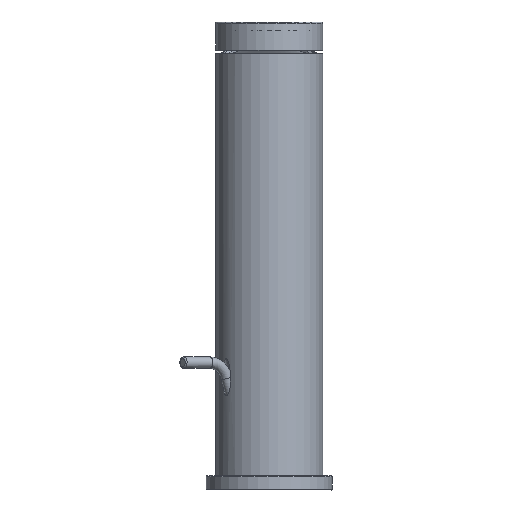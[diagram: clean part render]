
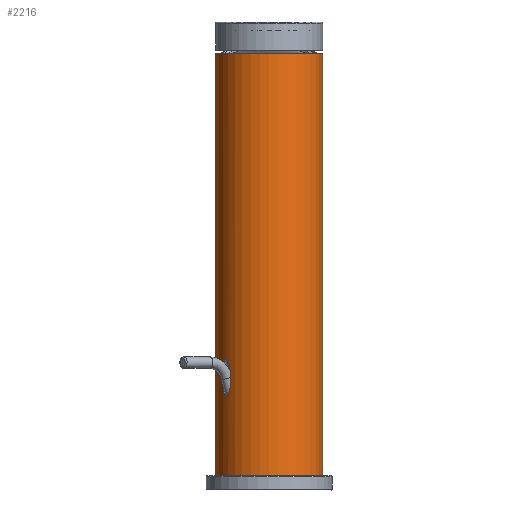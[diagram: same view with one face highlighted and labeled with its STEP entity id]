
A CAD part, left-side view. The second image highlights one B-rep face of the part: STEP entity #2216.
In plain terms, the highlighted cylindrical face has radius 19 mm (diameter 38 mm), a full revolution.
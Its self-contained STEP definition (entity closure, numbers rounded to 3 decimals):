
#132=FACE_BOUND('',#831,.T.);
#151=LINE('',#5309,#283);
#152=LINE('',#5334,#284);
#283=VECTOR('',#2805,19.);
#284=VECTOR('',#2806,19.);
#415=CYLINDRICAL_SURFACE('',#2474,19.);
#468=CIRCLE('',#2471,19.);
#470=CIRCLE('',#2475,19.);
#684=FACE_OUTER_BOUND('',#830,.T.);
#830=EDGE_LOOP('',(#1570,#1571,#1572,#1573,#1574,#1575,#1576,#1577));
#831=EDGE_LOOP('',(#1578,#1579));
#993=B_SPLINE_CURVE_WITH_KNOTS('',3,(#5311,#5312,#5313,#5314,#5315,#5316,
#5317,#5318,#5319,#5320,#5321,#5322,#5323,#5324,#5325,#5326,#5327,#5328,
#5329,#5330,#5331,#5332),.UNSPECIFIED.,.F.,.F.,(4,2,2,2,2,2,2,2,2,2,4),
(-1.296,-1.21,-1.121,-0.959,
-0.801,-0.648,-0.494,-0.336,
-0.174,-0.086,0.),
 .UNSPECIFIED.);
#994=B_SPLINE_CURVE_WITH_KNOTS('',3,(#5336,#5337,#5338,#5339,#5340,#5341,
#5342,#5343,#5344,#5345,#5346,#5347,#5348,#5349,#5350,#5351,#5352,#5353,
#5354,#5355,#5356,#5357),.UNSPECIFIED.,.F.,.F.,(4,2,2,2,2,2,2,2,2,2,4),
(-1.296,-1.21,-1.121,-0.959,
-0.801,-0.648,-0.494,-0.336,
-0.175,-0.086,0.),
 .UNSPECIFIED.);
#995=B_SPLINE_CURVE_WITH_KNOTS('',3,(#5360,#5361,#5362,#5363,#5364,#5365,
#5366,#5367,#5368,#5369,#5370,#5371,#5372,#5373,#5374,#5375,#5376,#5377,
#5378,#5379,#5380),.UNSPECIFIED.,.F.,.F.,(4,2,2,2,3,2,2,2,2,4),(-0.666,
-0.627,-0.588,-0.428,0.,0.278,
0.556,0.671,0.7,0.729),
 .UNSPECIFIED.);
#996=B_SPLINE_CURVE_WITH_KNOTS('',3,(#5381,#5382,#5383,#5384,#5385,#5386,
#5387,#5388,#5389,#5390,#5391,#5392,#5393,#5394,#5395,#5396,#5397,#5398,
#5399,#5400),.UNSPECIFIED.,.F.,.F.,(4,2,2,2,2,2,2,2,2,4),(0.729,
0.757,0.786,0.901,1.179,
1.457,1.885,2.045,2.084,2.123),
 .UNSPECIFIED.);
#1030=VERTEX_POINT('',#5302);
#1032=VERTEX_POINT('',#5308);
#1033=VERTEX_POINT('',#5310);
#1034=VERTEX_POINT('',#5333);
#1035=VERTEX_POINT('',#5358);
#1036=VERTEX_POINT('',#5359);
#1240=EDGE_CURVE('',#1030,#1030,#468,.T.);
#1242=EDGE_CURVE('',#1030,#1032,#151,.T.);
#1243=EDGE_CURVE('',#1032,#1033,#993,.T.);
#1244=EDGE_CURVE('',#1033,#1034,#152,.T.);
#1245=EDGE_CURVE('',#1034,#1034,#470,.T.);
#1246=EDGE_CURVE('',#1033,#1032,#994,.T.);
#1247=EDGE_CURVE('',#1035,#1036,#995,.T.);
#1248=EDGE_CURVE('',#1036,#1035,#996,.T.);
#1570=ORIENTED_EDGE('',*,*,#1240,.F.);
#1571=ORIENTED_EDGE('',*,*,#1242,.T.);
#1572=ORIENTED_EDGE('',*,*,#1243,.T.);
#1573=ORIENTED_EDGE('',*,*,#1244,.T.);
#1574=ORIENTED_EDGE('',*,*,#1245,.T.);
#1575=ORIENTED_EDGE('',*,*,#1244,.F.);
#1576=ORIENTED_EDGE('',*,*,#1246,.T.);
#1577=ORIENTED_EDGE('',*,*,#1242,.F.);
#1578=ORIENTED_EDGE('',*,*,#1247,.T.);
#1579=ORIENTED_EDGE('',*,*,#1248,.T.);
#2216=ADVANCED_FACE('',(#684,#132),#415,.T.);
#2471=AXIS2_PLACEMENT_3D('',#5303,#2797,#2798);
#2474=AXIS2_PLACEMENT_3D('',#5307,#2803,#2804);
#2475=AXIS2_PLACEMENT_3D('',#5335,#2807,#2808);
#2797=DIRECTION('center_axis',(0.,0.,-1.));
#2798=DIRECTION('ref_axis',(1.,0.,0.));
#2803=DIRECTION('center_axis',(0.,0.,-1.));
#2804=DIRECTION('ref_axis',(-1.,0.,0.));
#2805=DIRECTION('',(0.,0.,1.));
#2806=DIRECTION('',(0.,0.,1.));
#2807=DIRECTION('center_axis',(0.,0.,-1.));
#2808=DIRECTION('ref_axis',(1.,0.,0.));
#5302=CARTESIAN_POINT('',(19.,-2.374,4.174));
#5303=CARTESIAN_POINT('Origin',(0.,-2.374,4.174));
#5307=CARTESIAN_POINT('Origin',(0.,-2.374,161.674));
#5308=CARTESIAN_POINT('',(19.,-2.374,115.124));
#5309=CARTESIAN_POINT('',(19.,-2.374,161.674));
#5310=CARTESIAN_POINT('',(19.,-2.374,123.224));
#5311=CARTESIAN_POINT('Ctrl Pts',(19.,-2.374,115.124));
#5312=CARTESIAN_POINT('Ctrl Pts',(19.,-2.659,115.124));
#5313=CARTESIAN_POINT('Ctrl Pts',(18.994,-2.942,115.153));
#5314=CARTESIAN_POINT('Ctrl Pts',(18.968,-3.507,115.27));
#5315=CARTESIAN_POINT('Ctrl Pts',(18.949,-3.788,115.359));
#5316=CARTESIAN_POINT('Ctrl Pts',(18.882,-4.547,115.694));
#5317=CARTESIAN_POINT('Ctrl Pts',(18.823,-4.99,116.003));
#5318=CARTESIAN_POINT('Ctrl Pts',(18.706,-5.722,116.763));
#5319=CARTESIAN_POINT('Ctrl Pts',(18.65,-6.009,117.204));
#5320=CARTESIAN_POINT('Ctrl Pts',(18.571,-6.392,118.161));
#5321=CARTESIAN_POINT('Ctrl Pts',(18.549,-6.489,118.665));
#5322=CARTESIAN_POINT('Ctrl Pts',(18.549,-6.489,119.684));
#5323=CARTESIAN_POINT('Ctrl Pts',(18.571,-6.392,120.187));
#5324=CARTESIAN_POINT('Ctrl Pts',(18.65,-6.008,121.144));
#5325=CARTESIAN_POINT('Ctrl Pts',(18.706,-5.722,121.585));
#5326=CARTESIAN_POINT('Ctrl Pts',(18.823,-4.99,122.345));
#5327=CARTESIAN_POINT('Ctrl Pts',(18.882,-4.547,122.654));
#5328=CARTESIAN_POINT('Ctrl Pts',(18.949,-3.787,122.989));
#5329=CARTESIAN_POINT('Ctrl Pts',(18.968,-3.507,123.078));
#5330=CARTESIAN_POINT('Ctrl Pts',(18.994,-2.942,123.195));
#5331=CARTESIAN_POINT('Ctrl Pts',(19.,-2.659,123.224));
#5332=CARTESIAN_POINT('Ctrl Pts',(19.,-2.374,123.224));
#5333=CARTESIAN_POINT('',(19.,-2.374,154.174));
#5334=CARTESIAN_POINT('',(19.,-2.374,161.674));
#5335=CARTESIAN_POINT('Origin',(0.,-2.374,154.174));
#5336=CARTESIAN_POINT('Ctrl Pts',(19.,-2.374,123.224));
#5337=CARTESIAN_POINT('Ctrl Pts',(19.,-2.089,123.224));
#5338=CARTESIAN_POINT('Ctrl Pts',(18.994,-1.806,123.195));
#5339=CARTESIAN_POINT('Ctrl Pts',(18.968,-1.24,123.078));
#5340=CARTESIAN_POINT('Ctrl Pts',(18.949,-0.959,122.988));
#5341=CARTESIAN_POINT('Ctrl Pts',(18.882,-0.2,122.653));
#5342=CARTESIAN_POINT('Ctrl Pts',(18.823,0.243,122.344));
#5343=CARTESIAN_POINT('Ctrl Pts',(18.706,0.974,121.585));
#5344=CARTESIAN_POINT('Ctrl Pts',(18.65,1.26,121.143));
#5345=CARTESIAN_POINT('Ctrl Pts',(18.571,1.643,120.186));
#5346=CARTESIAN_POINT('Ctrl Pts',(18.549,1.741,119.683));
#5347=CARTESIAN_POINT('Ctrl Pts',(18.549,1.741,118.665));
#5348=CARTESIAN_POINT('Ctrl Pts',(18.571,1.643,118.162));
#5349=CARTESIAN_POINT('Ctrl Pts',(18.65,1.26,117.205));
#5350=CARTESIAN_POINT('Ctrl Pts',(18.706,0.974,116.763));
#5351=CARTESIAN_POINT('Ctrl Pts',(18.823,0.243,116.004));
#5352=CARTESIAN_POINT('Ctrl Pts',(18.882,-0.2,115.695));
#5353=CARTESIAN_POINT('Ctrl Pts',(18.949,-0.96,115.36));
#5354=CARTESIAN_POINT('Ctrl Pts',(18.968,-1.24,115.27));
#5355=CARTESIAN_POINT('Ctrl Pts',(18.994,-1.806,115.153));
#5356=CARTESIAN_POINT('Ctrl Pts',(19.,-2.089,115.124));
#5357=CARTESIAN_POINT('Ctrl Pts',(19.,-2.374,115.124));
#5358=CARTESIAN_POINT('',(-11.434,12.8,32.595));
#5359=CARTESIAN_POINT('',(-11.434,12.8,45.753));
#5360=CARTESIAN_POINT('Ctrl Pts',(-11.434,12.8,32.595));
#5361=CARTESIAN_POINT('Ctrl Pts',(-11.331,12.878,32.595));
#5362=CARTESIAN_POINT('Ctrl Pts',(-11.223,12.958,32.626));
#5363=CARTESIAN_POINT('Ctrl Pts',(-11.02,13.104,32.741));
#5364=CARTESIAN_POINT('Ctrl Pts',(-10.926,13.171,32.823));
#5365=CARTESIAN_POINT('Ctrl Pts',(-10.519,13.453,33.264));
#5366=CARTESIAN_POINT('Ctrl Pts',(-10.281,13.605,33.839));
#5367=CARTESIAN_POINT('Ctrl Pts',(-9.702,13.969,35.676));
#5368=CARTESIAN_POINT('Ctrl Pts',(-9.557,14.047,37.38));
#5369=CARTESIAN_POINT('Ctrl Pts',(-9.557,14.047,38.807));
#5370=CARTESIAN_POINT('Ctrl Pts',(-9.557,14.047,39.733));
#5371=CARTESIAN_POINT('Ctrl Pts',(-9.616,14.013,40.747));
#5372=CARTESIAN_POINT('Ctrl Pts',(-9.887,13.851,42.735));
#5373=CARTESIAN_POINT('Ctrl Pts',(-10.086,13.732,43.71));
#5374=CARTESIAN_POINT('Ctrl Pts',(-10.556,13.425,44.895));
#5375=CARTESIAN_POINT('Ctrl Pts',(-10.751,13.295,45.294));
#5376=CARTESIAN_POINT('Ctrl Pts',(-11.056,13.078,45.595));
#5377=CARTESIAN_POINT('Ctrl Pts',(-11.126,13.027,45.652));
#5378=CARTESIAN_POINT('Ctrl Pts',(-11.278,12.917,45.731));
#5379=CARTESIAN_POINT('Ctrl Pts',(-11.359,12.857,45.753));
#5380=CARTESIAN_POINT('Ctrl Pts',(-11.434,12.8,45.753));
#5381=CARTESIAN_POINT('Ctrl Pts',(-11.434,12.8,45.753));
#5382=CARTESIAN_POINT('Ctrl Pts',(-11.51,12.743,45.753));
#5383=CARTESIAN_POINT('Ctrl Pts',(-11.59,12.682,45.731));
#5384=CARTESIAN_POINT('Ctrl Pts',(-11.738,12.567,45.652));
#5385=CARTESIAN_POINT('Ctrl Pts',(-11.807,12.512,45.595));
#5386=CARTESIAN_POINT('Ctrl Pts',(-12.099,12.279,45.294));
#5387=CARTESIAN_POINT('Ctrl Pts',(-12.277,12.127,44.895));
#5388=CARTESIAN_POINT('Ctrl Pts',(-12.703,11.761,43.71));
#5389=CARTESIAN_POINT('Ctrl Pts',(-12.872,11.602,42.735));
#5390=CARTESIAN_POINT('Ctrl Pts',(-13.102,11.387,40.747));
#5391=CARTESIAN_POINT('Ctrl Pts',(-13.151,11.339,39.733));
#5392=CARTESIAN_POINT('Ctrl Pts',(-13.151,11.339,37.38));
#5393=CARTESIAN_POINT('Ctrl Pts',(-13.036,11.457,35.676));
#5394=CARTESIAN_POINT('Ctrl Pts',(-12.526,11.913,33.839));
#5395=CARTESIAN_POINT('Ctrl Pts',(-12.315,12.1,33.264));
#5396=CARTESIAN_POINT('Ctrl Pts',(-11.931,12.413,32.823));
#5397=CARTESIAN_POINT('Ctrl Pts',(-11.841,12.485,32.741));
#5398=CARTESIAN_POINT('Ctrl Pts',(-11.645,12.64,32.626));
#5399=CARTESIAN_POINT('Ctrl Pts',(-11.538,12.722,32.595));
#5400=CARTESIAN_POINT('Ctrl Pts',(-11.434,12.8,32.595));
